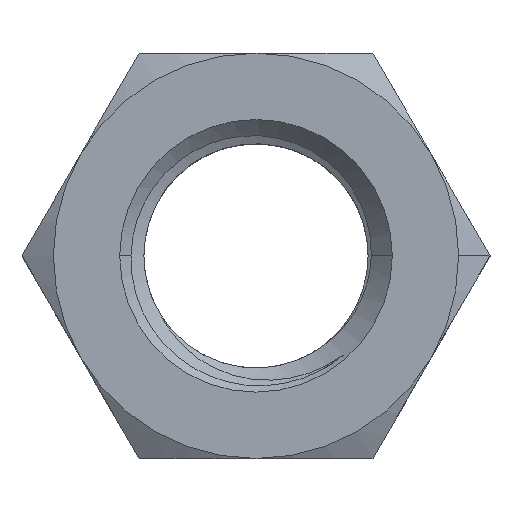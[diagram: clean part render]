
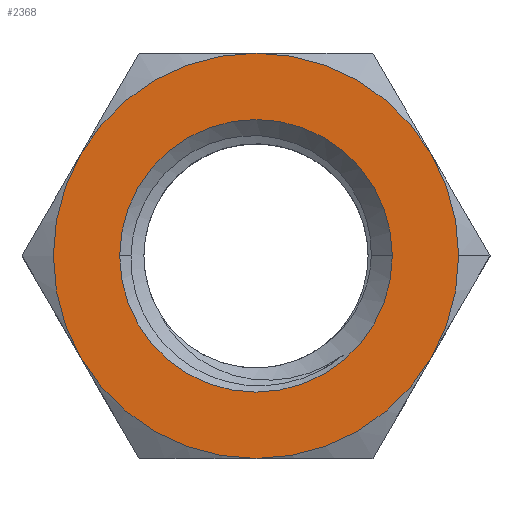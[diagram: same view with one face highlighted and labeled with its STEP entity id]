
A CAD part, top view. The second image highlights one B-rep face of the part: STEP entity #2368.
In plain terms, the highlighted planar face has unit normal (0, 0, 1).
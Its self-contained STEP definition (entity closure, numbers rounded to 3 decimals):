
#95 = CARTESIAN_POINT ( 'NONE',  ( 0., 0., 24. ) ) ;
#99 = DIRECTION ( 'NONE',  ( 0., 0., 1. ) ) ;
#144 = CIRCLE ( 'NONE', #1869, 23. ) ;
#158 = DIRECTION ( 'NONE',  ( 1., 0., 0. ) ) ;
#162 = ORIENTED_EDGE ( 'NONE', *, *, #815, .T. ) ;
#173 = CARTESIAN_POINT ( 'NONE',  ( 0., 0., 24. ) ) ;
#191 = DIRECTION ( 'NONE',  ( 1., 0., 0. ) ) ;
#267 = AXIS2_PLACEMENT_3D ( 'NONE', #1881, #806, #158 ) ;
#274 = VERTEX_POINT ( 'NONE', #284 ) ;
#284 = CARTESIAN_POINT ( 'NONE',  ( 19.919, 11.5, 24. ) ) ;
#291 = EDGE_CURVE ( 'NONE', #2183, #2457, #1369, .T. ) ;
#410 = CIRCLE ( 'NONE', #1030, 23. ) ;
#549 = DIRECTION ( 'NONE',  ( 1., 0., 0. ) ) ;
#639 = FACE_OUTER_BOUND ( 'NONE', #2304, .T. ) ;
#697 = CARTESIAN_POINT ( 'NONE',  ( 0., 0., 24. ) ) ;
#734 = EDGE_CURVE ( 'NONE', #801, #1975, #1901, .T. ) ;
#770 = EDGE_CURVE ( 'NONE', #1662, #2183, #2267, .T. ) ;
#801 = VERTEX_POINT ( 'NONE', #2651 ) ;
#806 = DIRECTION ( 'NONE',  ( 0., 0., -1. ) ) ;
#813 = CARTESIAN_POINT ( 'NONE',  ( 23., 0., 24. ) ) ;
#815 = EDGE_CURVE ( 'NONE', #1968, #2054, #2568, .T. ) ;
#831 = FACE_BOUND ( 'NONE', #2284, .T. ) ;
#901 = DIRECTION ( 'NONE',  ( 1., 0., 0. ) ) ;
#1003 = CARTESIAN_POINT ( 'NONE',  ( 0., -23., 24. ) ) ;
#1030 = AXIS2_PLACEMENT_3D ( 'NONE', #1748, #2178, #901 ) ;
#1109 = CARTESIAN_POINT ( 'NONE',  ( -15.475, 0., 24. ) ) ;
#1111 = CIRCLE ( 'NONE', #267, 15.475 ) ;
#1160 = DIRECTION ( 'NONE',  ( 1., 0., 0. ) ) ;
#1168 = DIRECTION ( 'NONE',  ( 0., 0., 1. ) ) ;
#1209 = DIRECTION ( 'NONE',  ( 0., 0., 1. ) ) ;
#1241 = ORIENTED_EDGE ( 'NONE', *, *, #734, .T. ) ;
#1361 = CARTESIAN_POINT ( 'NONE',  ( 0., 0., 24. ) ) ;
#1369 = CIRCLE ( 'NONE', #1961, 23. ) ;
#1390 = ORIENTED_EDGE ( 'NONE', *, *, #1952, .T. ) ;
#1444 = CARTESIAN_POINT ( 'NONE',  ( 0., 0., 24. ) ) ;
#1499 = AXIS2_PLACEMENT_3D ( 'NONE', #173, #1673, #191 ) ;
#1531 = ORIENTED_EDGE ( 'NONE', *, *, #770, .T. ) ;
#1538 = CARTESIAN_POINT ( 'NONE',  ( 19.919, -11.5, 24. ) ) ;
#1578 = DIRECTION ( 'NONE',  ( 1., 0., 0. ) ) ;
#1615 = VERTEX_POINT ( 'NONE', #1003 ) ;
#1629 = CIRCLE ( 'NONE', #2018, 23. ) ;
#1654 = DIRECTION ( 'NONE',  ( 1., 0., 0. ) ) ;
#1662 = VERTEX_POINT ( 'NONE', #2024 ) ;
#1673 = DIRECTION ( 'NONE',  ( 0., 0., 1. ) ) ;
#1677 = ORIENTED_EDGE ( 'NONE', *, *, #2249, .T. ) ;
#1690 = EDGE_CURVE ( 'NONE', #1975, #801, #1111, .T. ) ;
#1748 = CARTESIAN_POINT ( 'NONE',  ( 0., 0., 24. ) ) ;
#1802 = CARTESIAN_POINT ( 'NONE',  ( 0., 0., 24. ) ) ;
#1814 = DIRECTION ( 'NONE',  ( 0., 0., 1. ) ) ;
#1832 = AXIS2_PLACEMENT_3D ( 'NONE', #1802, #2019, #2235 ) ;
#1867 = PLANE ( 'NONE',  #2210 ) ;
#1869 = AXIS2_PLACEMENT_3D ( 'NONE', #2498, #1209, #2695 ) ;
#1881 = CARTESIAN_POINT ( 'NONE',  ( 0., 0., 24. ) ) ;
#1883 = AXIS2_PLACEMENT_3D ( 'NONE', #95, #1168, #1160 ) ;
#1901 = CIRCLE ( 'NONE', #1832, 15.475 ) ;
#1926 = CARTESIAN_POINT ( 'NONE',  ( -19.919, 11.5, 24. ) ) ;
#1933 = CARTESIAN_POINT ( 'NONE',  ( -19.919, -11.5, 24. ) ) ;
#1952 = EDGE_CURVE ( 'NONE', #2457, #1615, #1629, .T. ) ;
#1961 = AXIS2_PLACEMENT_3D ( 'NONE', #1361, #99, #1578 ) ;
#1963 = DIRECTION ( 'NONE',  ( 0., 0., 1. ) ) ;
#1968 = VERTEX_POINT ( 'NONE', #1538 ) ;
#1975 = VERTEX_POINT ( 'NONE', #1109 ) ;
#2018 = AXIS2_PLACEMENT_3D ( 'NONE', #697, #1963, #2188 ) ;
#2019 = DIRECTION ( 'NONE',  ( 0., 0., -1. ) ) ;
#2024 = CARTESIAN_POINT ( 'NONE',  ( 0., 23., 24. ) ) ;
#2037 = EDGE_CURVE ( 'NONE', #1615, #1968, #2467, .T. ) ;
#2054 = VERTEX_POINT ( 'NONE', #813 ) ;
#2088 = ORIENTED_EDGE ( 'NONE', *, *, #291, .T. ) ;
#2091 = ORIENTED_EDGE ( 'NONE', *, *, #2037, .T. ) ;
#2178 = DIRECTION ( 'NONE',  ( 0., 0., 1. ) ) ;
#2183 = VERTEX_POINT ( 'NONE', #1926 ) ;
#2188 = DIRECTION ( 'NONE',  ( 1., 0., 0. ) ) ;
#2210 = AXIS2_PLACEMENT_3D ( 'NONE', #1444, #2294, #1654 ) ;
#2219 = EDGE_CURVE ( 'NONE', #274, #1662, #410, .T. ) ;
#2235 = DIRECTION ( 'NONE',  ( 1., 0., 0. ) ) ;
#2249 = EDGE_CURVE ( 'NONE', #2054, #274, #144, .T. ) ;
#2267 = CIRCLE ( 'NONE', #1883, 23. ) ;
#2284 = EDGE_LOOP ( 'NONE', ( #1241, #2287 ) ) ;
#2287 = ORIENTED_EDGE ( 'NONE', *, *, #1690, .T. ) ;
#2294 = DIRECTION ( 'NONE',  ( 0., 0., 1. ) ) ;
#2304 = EDGE_LOOP ( 'NONE', ( #162, #1677, #2614, #1531, #2088, #1390, #2091 ) ) ;
#2311 = AXIS2_PLACEMENT_3D ( 'NONE', #2659, #1814, #549 ) ;
#2368 = ADVANCED_FACE ( 'NONE', ( #831, #639 ), #1867, .T. ) ;
#2457 = VERTEX_POINT ( 'NONE', #1933 ) ;
#2467 = CIRCLE ( 'NONE', #1499, 23. ) ;
#2498 = CARTESIAN_POINT ( 'NONE',  ( 0., 0., 24. ) ) ;
#2568 = CIRCLE ( 'NONE', #2311, 23. ) ;
#2614 = ORIENTED_EDGE ( 'NONE', *, *, #2219, .T. ) ;
#2651 = CARTESIAN_POINT ( 'NONE',  ( 15.475, 0., 24. ) ) ;
#2659 = CARTESIAN_POINT ( 'NONE',  ( 0., 0., 24. ) ) ;
#2695 = DIRECTION ( 'NONE',  ( 1., 0., 0. ) ) ;
